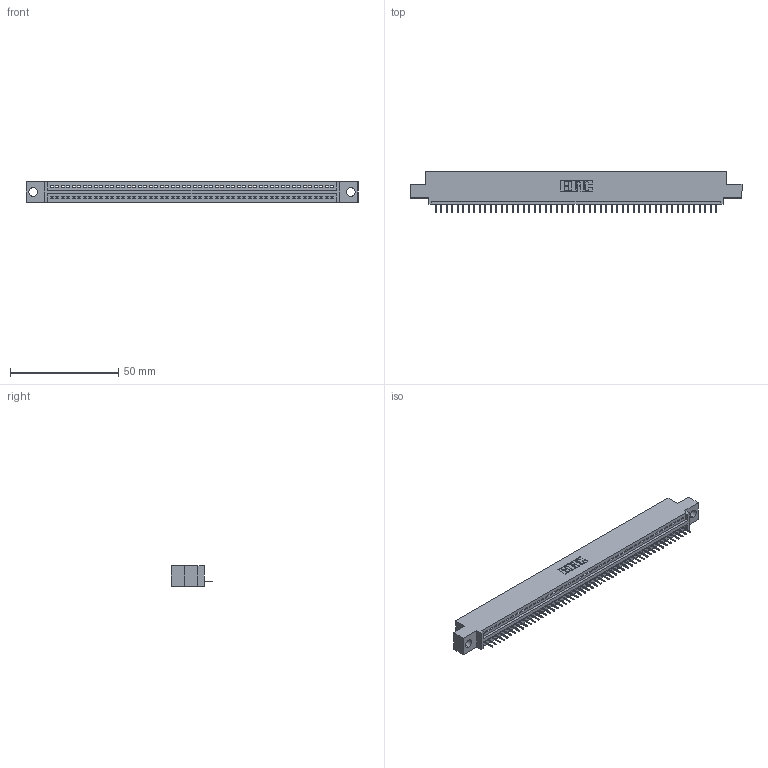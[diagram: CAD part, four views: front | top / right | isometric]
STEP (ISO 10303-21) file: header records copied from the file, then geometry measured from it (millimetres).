
FILE_DESCRIPTION (( 'STEP AP203' ), '1' );
FILE_NAME ('395-052-524-404.STEP', '2019-10-23T12:21:15', ( '' ), ( '' ), 'SwSTEP 2.0', 'SolidWorks 2016', '' );
FILE_SCHEMA (( 'CONFIG_CONTROL_DESIGN' ));
Length unit declared in the file: inch
Products named in the file (3): 395-052-524-404; 345 Part_0.110 Offset - 0.156 Dia-TH; 345-292-001_345-293-124
Assembly tree (53 placements, depth 2):
  395-052-524-404
    345 Part_0.110 Offset - 0.156 Dia-TH
    345-292-001_345-293-124  x52
Bounding box: 153.29 x 19.35 x 9.4 mm (x, y, z)
Volume: 14274.8 mm3; surface area: 18339.7 mm2
Topology: 53 solids, 53 shells, 3354 faces, 9713 edges, 6266 vertices
Faces by surface type: plane 2476, cylinder 878
Entity records: 37999 total; most frequent: CARTESIAN_POINT 6588, ORIENTED_EDGE 6574, DIRECTION 5739, EDGE_CURVE 3287, VECTOR 2951, LINE 2951, VERTEX_POINT 2186, AXIS2_PLACEMENT_3D 1394
